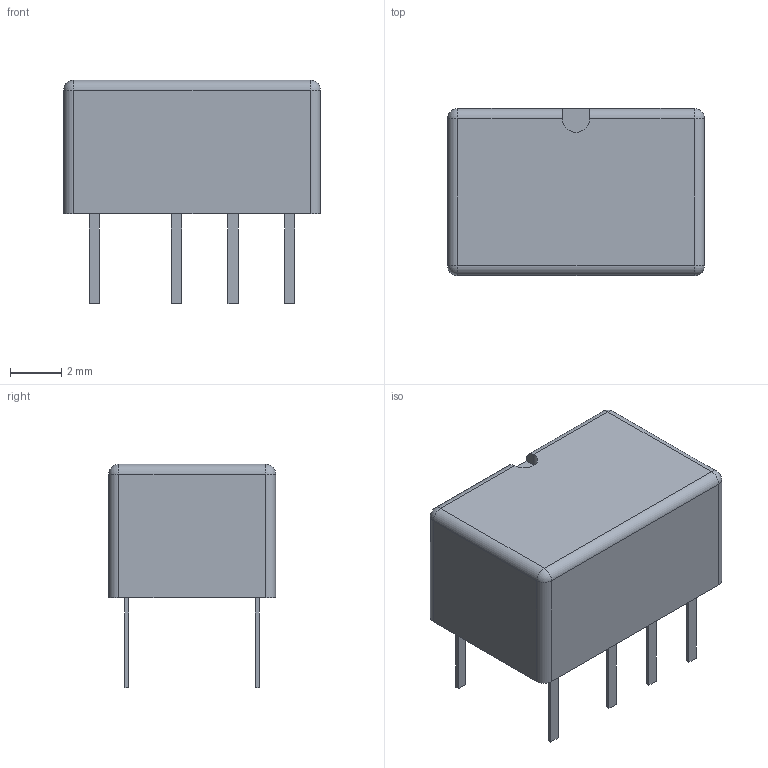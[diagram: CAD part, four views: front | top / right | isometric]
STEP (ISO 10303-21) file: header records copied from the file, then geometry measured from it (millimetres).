
FILE_DESCRIPTION (( 'STEP AP214' ), '1' );
FILE_NAME ('RELAY-TH_G6K-2P-Y.step', '2022-07-09T13:17:41', ( '' ), ( '' ), 'SwSTEP 2.0', 'SolidWorks 2020', '' );
FILE_SCHEMA (( 'AUTOMOTIVE_DESIGN' ));
Length unit declared in the file: millimetre
Products named in the file (1): RELAY-TH_G6K-2P-Y
Bounding box: 10 x 6.51 x 8.7 mm (x, y, z)
Volume: 337.3 mm3; surface area: 330.6 mm2
Topology: 1 solids, 1 shells, 346 faces, 920 edges, 606 vertices
Faces by surface type: plane 220, bspline 112, cylinder 10, sphere 4
Entity records: 14529 total; most frequent: CARTESIAN_POINT 3973, ORIENTED_EDGE 1832, DIRECTION 1178, EDGE_CURVE 916, LINE 668, VECTOR 668, VERTEX_POINT 606, EDGE_LOOP 380
